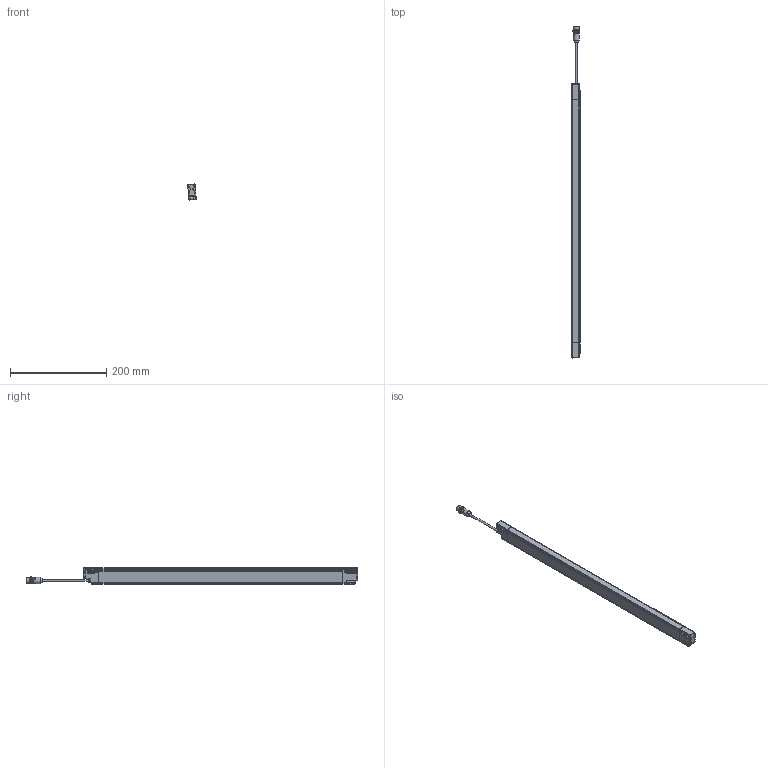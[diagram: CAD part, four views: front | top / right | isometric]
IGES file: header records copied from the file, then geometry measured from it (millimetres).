
Global section: file name: DSD-0634.igs; native system: NX V7.5; preprocessor: SIEMENS PLM Software NX 7.5; date: 20150223.171442; units: millimetre
Bounding box: 17.36 x 690.24 x 33.46 mm (x, y, z)
Surface area: 70281.3 mm2 (no closed solid volume)
Topology: 0 solids, 0 shells, 1081 faces, 6517 edges, 6425 vertices
Faces by surface type: bspline 1081
